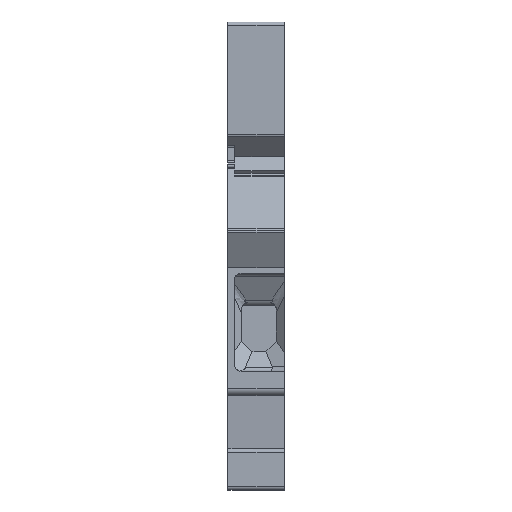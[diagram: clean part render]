
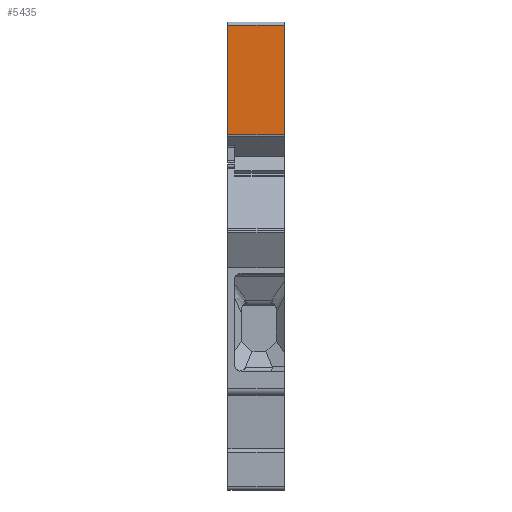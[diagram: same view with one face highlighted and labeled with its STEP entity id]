
A CAD part, top view. The second image highlights one B-rep face of the part: STEP entity #5435.
In plain terms, the highlighted planar face has unit normal (0, 0, 1).
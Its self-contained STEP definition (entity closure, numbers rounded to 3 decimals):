
#95=DIRECTION('',(0.,1.,0.));
#96=VECTOR('',#95,15.676);
#97=CARTESIAN_POINT('',(-8.13,45.214,21.5));
#98=LINE('',#97,#96);
#362=DIRECTION('',(0.,-1.,0.));
#363=VECTOR('',#362,15.676);
#364=CARTESIAN_POINT('',(0.,60.89,21.5));
#365=LINE('',#364,#363);
#1440=DIRECTION('',(1.,0.,0.));
#1441=VECTOR('',#1440,8.13);
#1442=CARTESIAN_POINT('',(-8.13,45.214,21.5));
#1443=LINE('',#1442,#1441);
#1457=DIRECTION('',(-1.,0.,0.));
#1458=VECTOR('',#1457,8.13);
#1459=CARTESIAN_POINT('',(0.,60.89,21.5));
#1460=LINE('',#1459,#1458);
#3631=CARTESIAN_POINT('',(-8.13,45.214,21.5));
#3633=VERTEX_POINT('',#3631);
#3662=CARTESIAN_POINT('',(-8.13,60.89,21.5));
#3664=VERTEX_POINT('',#3662);
#3739=CARTESIAN_POINT('',(0.,60.89,21.5));
#3740=CARTESIAN_POINT('',(0.,45.214,21.5));
#3741=VERTEX_POINT('',#3739);
#3742=VERTEX_POINT('',#3740);
#5423=CARTESIAN_POINT('',(0.,45.09,21.5));
#5424=DIRECTION('',(0.,0.,1.));
#5425=DIRECTION('',(0.,1.,0.));
#5426=AXIS2_PLACEMENT_3D('',#5423,#5424,#5425);
#5427=PLANE('',#5426);
#5429=ORIENTED_EDGE('',*,*,#5428,.F.);
#5430=ORIENTED_EDGE('',*,*,#4148,.T.);
#5431=ORIENTED_EDGE('',*,*,#5415,.F.);
#5432=ORIENTED_EDGE('',*,*,#3926,.T.);
#5433=EDGE_LOOP('',(#5429,#5430,#5431,#5432));
#5434=FACE_OUTER_BOUND('',#5433,.F.);
#5435=ADVANCED_FACE('',(#5434),#5427,.T.);
#3926=EDGE_CURVE('',#3633,#3664,#98,.T.);
#4148=EDGE_CURVE('',#3741,#3742,#365,.T.);
#5415=EDGE_CURVE('',#3633,#3742,#1443,.T.);
#5428=EDGE_CURVE('',#3741,#3664,#1460,.T.);
